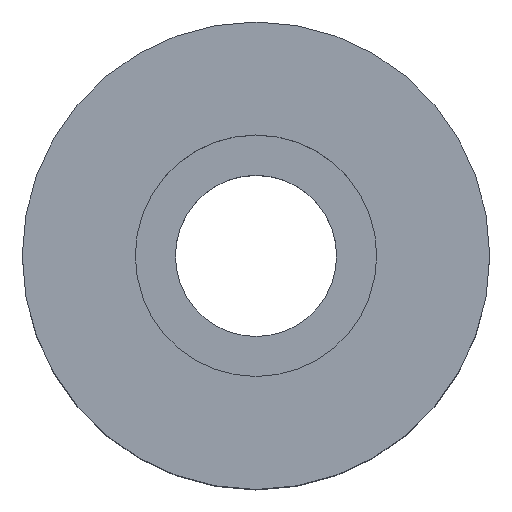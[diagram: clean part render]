
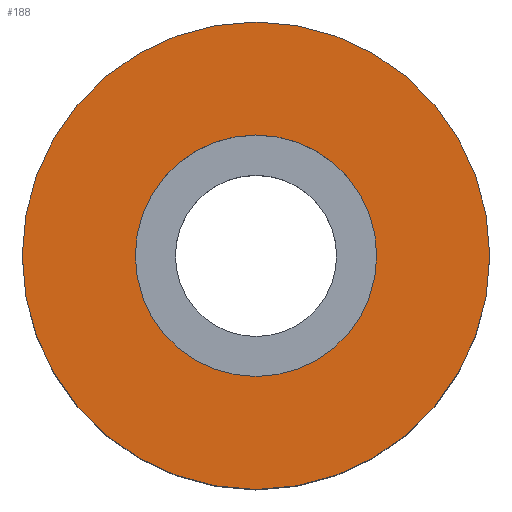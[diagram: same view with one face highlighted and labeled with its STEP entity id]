
A CAD part, top view. The second image highlights one B-rep face of the part: STEP entity #188.
In plain terms, the highlighted planar face has unit normal (0, 0, 1).
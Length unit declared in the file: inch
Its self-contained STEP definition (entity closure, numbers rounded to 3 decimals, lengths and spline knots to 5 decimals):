
#20=PLANE($,#223);
#43=FACE_BOUND($,#83,.T.);
#44=FACE_BOUND($,#84,.T.);
#83=EDGE_LOOP($,(#163));
#84=EDGE_LOOP($,(#164));
#91=CIRCLE($,#203,0.3745);
#100=CIRCLE($,#218,0.725);
#107=VERTEX_POINT($,#308);
#116=VERTEX_POINT($,#332);
#123=EDGE_CURVE($,#107,#107,#91,.T.);
#132=EDGE_CURVE($,#116,#116,#100,.T.);
#163=ORIENTED_EDGE($,*,*,#123,.T.);
#164=ORIENTED_EDGE($,*,*,#132,.F.);
#188=ADVANCED_FACE($,(#43,#44),#20,.T.);
#203=AXIS2_PLACEMENT_3D($,#309,#248,#249);
#218=AXIS2_PLACEMENT_3D($,#333,#278,#279);
#223=AXIS2_PLACEMENT_3D($,#338,#288,#289);
#248=DIRECTION('center_axis',(0.,0.,-1.));
#249=DIRECTION('ref_axis',(1.,0.,0.));
#278=DIRECTION('center_axis',(0.,0.,-1.));
#279=DIRECTION('ref_axis',(-1.,0.,0.));
#288=DIRECTION('center_axis',(0.,0.,1.));
#289=DIRECTION('ref_axis',(1.,0.,0.));
#308=CARTESIAN_POINT('',(0.3745,0.,0.485));
#309=CARTESIAN_POINT('Origin',(0.,0.,0.485));
#332=CARTESIAN_POINT('',(0.725,0.,0.485));
#333=CARTESIAN_POINT('Origin',(0.,0.,0.485));
#338=CARTESIAN_POINT('Origin',(0.,0.,
0.485));
